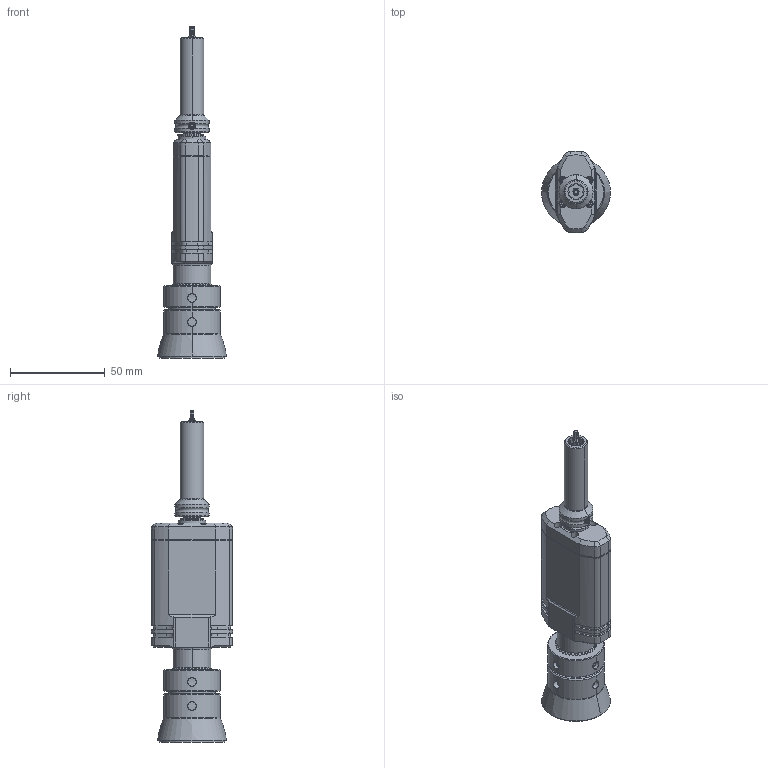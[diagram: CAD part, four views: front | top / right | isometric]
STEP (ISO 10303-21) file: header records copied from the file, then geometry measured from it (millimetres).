
FILE_DESCRIPTION((''),'2;1');
FILE_NAME('3513002088_SW0001','2024-04-28T21:32:12',('INEdipo'),(''),'CREO PARAMETRIC BY PTC INC, 2022414','CREO PARAMETRIC BY PTC INC, 2022414','');
FILE_SCHEMA(('CONFIG_CONTROL_DESIGN'));
Length unit declared in the file: inch
Products named in the file (1): 3513002088_SW0001
Bounding box: 36.42 x 42.97 x 175.35 mm (x, y, z)
Volume: 90284.9 mm3; surface area: 18654.1 mm2
Topology: 1 solids, 1 shells, 797 faces, 2161 edges, 1378 vertices
Faces by surface type: cylinder 341, plane 245, extrusion 95, cone 94, bspline 14, torus 8
Entity records: 28677 total; most frequent: CARTESIAN_POINT 8928, ORIENTED_EDGE 4298, DIRECTION 3906, EDGE_CURVE 2149, AXIS2_PLACEMENT_3D 1434, VERTEX_POINT 1378, VECTOR 1038, LINE 943
